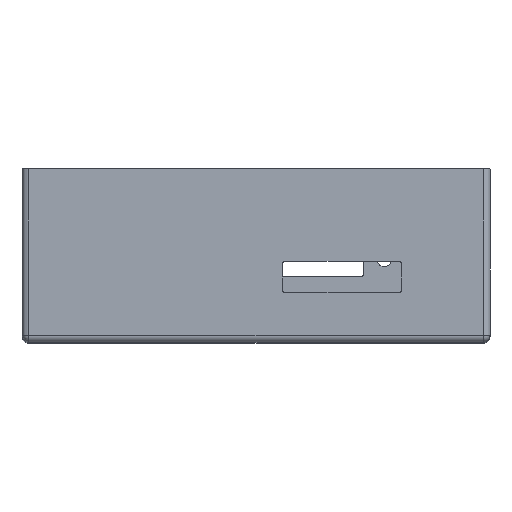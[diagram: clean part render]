
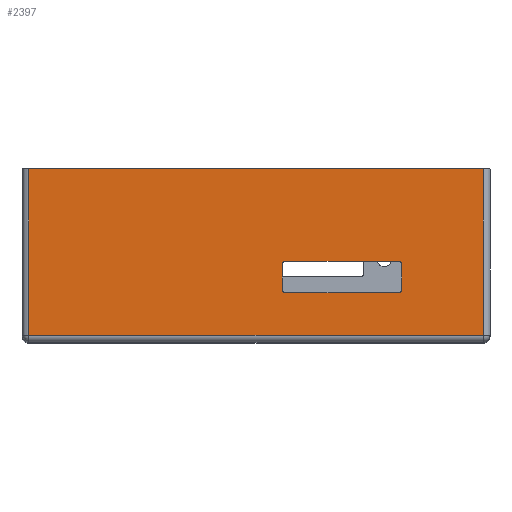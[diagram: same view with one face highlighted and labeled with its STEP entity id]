
A CAD part, top view. The second image highlights one B-rep face of the part: STEP entity #2397.
In plain terms, the highlighted planar face has unit normal (0, 0, 1).
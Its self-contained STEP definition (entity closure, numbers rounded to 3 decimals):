
#13 = VERTEX_POINT ( 'NONE', #85 ) ;
#85 = CARTESIAN_POINT ( 'NONE',  ( -32.7, -11., 40.2 ) ) ;
#129 = CARTESIAN_POINT ( 'NONE',  ( 20.52, -4.35, 40.2 ) ) ;
#156 = DIRECTION ( 'NONE',  ( 1., 0., 0. ) ) ;
#169 = VERTEX_POINT ( 'NONE', #1457 ) ;
#205 = EDGE_CURVE ( 'NONE', #2890, #1936, #3152, .T. ) ;
#231 = CARTESIAN_POINT ( 'NONE',  ( 4.28, -0.31, 40.2 ) ) ;
#289 = DIRECTION ( 'NONE',  ( 0., 1., 0. ) ) ;
#292 = CARTESIAN_POINT ( 'NONE',  ( 32.7, 13., 40.2 ) ) ;
#471 = DIRECTION ( 'NONE',  ( 1., 0., 0. ) ) ;
#486 = VECTOR ( 'NONE', #686, 1000. ) ;
#497 = CARTESIAN_POINT ( 'NONE',  ( -32.7, 13., 40.2 ) ) ;
#511 = DIRECTION ( 'NONE',  ( 0., 1., 0. ) ) ;
#569 = EDGE_CURVE ( 'NONE', #785, #1089, #1094, .T. ) ;
#622 = VERTEX_POINT ( 'NONE', #497 ) ;
#686 = DIRECTION ( 'NONE',  ( 0., -1., 0. ) ) ;
#785 = VERTEX_POINT ( 'NONE', #3158 ) ;
#828 = AXIS2_PLACEMENT_3D ( 'NONE', #2406, #3559, #471 ) ;
#881 = ORIENTED_EDGE ( 'NONE', *, *, #3072, .F. ) ;
#943 = CIRCLE ( 'NONE', #2975, 0.5 ) ;
#947 = AXIS2_PLACEMENT_3D ( 'NONE', #1835, #2940, #156 ) ;
#953 = ORIENTED_EDGE ( 'NONE', *, *, #1534, .T. ) ;
#969 = VERTEX_POINT ( 'NONE', #2109 ) ;
#995 = AXIS2_PLACEMENT_3D ( 'NONE', #129, #2412, #1258 ) ;
#1036 = PLANE ( 'NONE',  #828 ) ;
#1067 = DIRECTION ( 'NONE',  ( 0., 0., -1. ) ) ;
#1068 = CARTESIAN_POINT ( 'NONE',  ( 21.02, -0.81, 40.2 ) ) ;
#1089 = VERTEX_POINT ( 'NONE', #292 ) ;
#1092 = DIRECTION ( 'NONE',  ( -1., 0., 0. ) ) ;
#1094 = LINE ( 'NONE', #3306, #1462 ) ;
#1113 = ORIENTED_EDGE ( 'NONE', *, *, #2800, .F. ) ;
#1123 = DIRECTION ( 'NONE',  ( 1., 0., 0. ) ) ;
#1186 = DIRECTION ( 'NONE',  ( 0., -1., 0. ) ) ;
#1193 = EDGE_CURVE ( 'NONE', #622, #13, #3132, .T. ) ;
#1258 = DIRECTION ( 'NONE',  ( 1., 0., 0. ) ) ;
#1410 = DIRECTION ( 'NONE',  ( -1., 0., 0. ) ) ;
#1430 = ORIENTED_EDGE ( 'NONE', *, *, #3612, .F. ) ;
#1457 = CARTESIAN_POINT ( 'NONE',  ( 21.02, -4.35, 40.2 ) ) ;
#1462 = VECTOR ( 'NONE', #511, 1000. ) ;
#1534 = EDGE_CURVE ( 'NONE', #13, #785, #2160, .T. ) ;
#1561 = EDGE_CURVE ( 'NONE', #1956, #2772, #943, .T. ) ;
#1567 = CARTESIAN_POINT ( 'NONE',  ( 20.52, -4.85, 40.2 ) ) ;
#1572 = AXIS2_PLACEMENT_3D ( 'NONE', #2549, #1690, #2763 ) ;
#1690 = DIRECTION ( 'NONE',  ( 0., 0., -1. ) ) ;
#1823 = EDGE_CURVE ( 'NONE', #169, #2339, #2106, .T. ) ;
#1830 = EDGE_CURVE ( 'NONE', #969, #2224, #2455, .T. ) ;
#1835 = CARTESIAN_POINT ( 'NONE',  ( 4.28, -4.35, 40.2 ) ) ;
#1851 = EDGE_LOOP ( 'NONE', ( #881, #2180, #2321, #2870, #1113, #2558, #1430, #2243 ) ) ;
#1908 = LINE ( 'NONE', #3018, #2748 ) ;
#1936 = VERTEX_POINT ( 'NONE', #231 ) ;
#1948 = VECTOR ( 'NONE', #3304, 1000. ) ;
#1956 = VERTEX_POINT ( 'NONE', #3293 ) ;
#2087 = EDGE_CURVE ( 'NONE', #1089, #622, #2260, .T. ) ;
#2106 = CIRCLE ( 'NONE', #995, 0.5 ) ;
#2109 = CARTESIAN_POINT ( 'NONE',  ( 4.28, -4.85, 40.2 ) ) ;
#2149 = CARTESIAN_POINT ( 'NONE',  ( 3.78, -0.31, 40.2 ) ) ;
#2160 = LINE ( 'NONE', #3589, #2390 ) ;
#2180 = ORIENTED_EDGE ( 'NONE', *, *, #205, .T. ) ;
#2181 = DIRECTION ( 'NONE',  ( 1., 0., 0. ) ) ;
#2188 = FACE_OUTER_BOUND ( 'NONE', #2700, .T. ) ;
#2224 = VERTEX_POINT ( 'NONE', #2354 ) ;
#2243 = ORIENTED_EDGE ( 'NONE', *, *, #1830, .T. ) ;
#2260 = LINE ( 'NONE', #3142, #3041 ) ;
#2321 = ORIENTED_EDGE ( 'NONE', *, *, #3504, .F. ) ;
#2339 = VERTEX_POINT ( 'NONE', #1567 ) ;
#2354 = CARTESIAN_POINT ( 'NONE',  ( 3.78, -4.35, 40.2 ) ) ;
#2390 = VECTOR ( 'NONE', #1123, 1000. ) ;
#2391 = ORIENTED_EDGE ( 'NONE', *, *, #2087, .T. ) ;
#2397 = ADVANCED_FACE ( 'NONE', ( #3265, #2188 ), #1036, .T. ) ;
#2406 = CARTESIAN_POINT ( 'NONE',  ( 33.7, 13., 40.2 ) ) ;
#2412 = DIRECTION ( 'NONE',  ( 0., 0., -1. ) ) ;
#2452 = CARTESIAN_POINT ( 'NONE',  ( 20.52, -0.81, 40.2 ) ) ;
#2455 = CIRCLE ( 'NONE', #947, 0.5 ) ;
#2549 = CARTESIAN_POINT ( 'NONE',  ( 4.28, -0.81, 40.2 ) ) ;
#2558 = ORIENTED_EDGE ( 'NONE', *, *, #1823, .T. ) ;
#2700 = EDGE_LOOP ( 'NONE', ( #2391, #2942, #953, #3361 ) ) ;
#2748 = VECTOR ( 'NONE', #289, 1000. ) ;
#2750 = LINE ( 'NONE', #2149, #2994 ) ;
#2763 = DIRECTION ( 'NONE',  ( 1., 0., 0. ) ) ;
#2772 = VERTEX_POINT ( 'NONE', #1068 ) ;
#2800 = EDGE_CURVE ( 'NONE', #169, #2772, #1908, .T. ) ;
#2870 = ORIENTED_EDGE ( 'NONE', *, *, #1561, .T. ) ;
#2890 = VERTEX_POINT ( 'NONE', #3440 ) ;
#2940 = DIRECTION ( 'NONE',  ( 0., 0., -1. ) ) ;
#2942 = ORIENTED_EDGE ( 'NONE', *, *, #1193, .T. ) ;
#2975 = AXIS2_PLACEMENT_3D ( 'NONE', #2452, #1067, #2181 ) ;
#2993 = CARTESIAN_POINT ( 'NONE',  ( 3.78, -4.85, 40.2 ) ) ;
#2994 = VECTOR ( 'NONE', #1092, 1000. ) ;
#3018 = CARTESIAN_POINT ( 'NONE',  ( 21.02, -0.31, 40.2 ) ) ;
#3041 = VECTOR ( 'NONE', #1410, 1000. ) ;
#3072 = EDGE_CURVE ( 'NONE', #2890, #2224, #3222, .T. ) ;
#3132 = LINE ( 'NONE', #3441, #3157 ) ;
#3142 = CARTESIAN_POINT ( 'NONE',  ( 33.7, 13., 40.2 ) ) ;
#3152 = CIRCLE ( 'NONE', #1572, 0.5 ) ;
#3157 = VECTOR ( 'NONE', #1186, 1000. ) ;
#3158 = CARTESIAN_POINT ( 'NONE',  ( 32.7, -11., 40.2 ) ) ;
#3222 = LINE ( 'NONE', #3491, #486 ) ;
#3265 = FACE_BOUND ( 'NONE', #1851, .T. ) ;
#3293 = CARTESIAN_POINT ( 'NONE',  ( 20.52, -0.31, 40.2 ) ) ;
#3304 = DIRECTION ( 'NONE',  ( 1., 0., 0. ) ) ;
#3306 = CARTESIAN_POINT ( 'NONE',  ( 32.7, 13., 40.2 ) ) ;
#3361 = ORIENTED_EDGE ( 'NONE', *, *, #569, .T. ) ;
#3440 = CARTESIAN_POINT ( 'NONE',  ( 3.78, -0.81, 40.2 ) ) ;
#3441 = CARTESIAN_POINT ( 'NONE',  ( -32.7, 13., 40.2 ) ) ;
#3491 = CARTESIAN_POINT ( 'NONE',  ( 3.78, -0.31, 40.2 ) ) ;
#3504 = EDGE_CURVE ( 'NONE', #1956, #1936, #2750, .T. ) ;
#3543 = LINE ( 'NONE', #2993, #1948 ) ;
#3559 = DIRECTION ( 'NONE',  ( 0., 0., 1. ) ) ;
#3589 = CARTESIAN_POINT ( 'NONE',  ( 33.7, -11., 40.2 ) ) ;
#3612 = EDGE_CURVE ( 'NONE', #969, #2339, #3543, .T. ) ;
